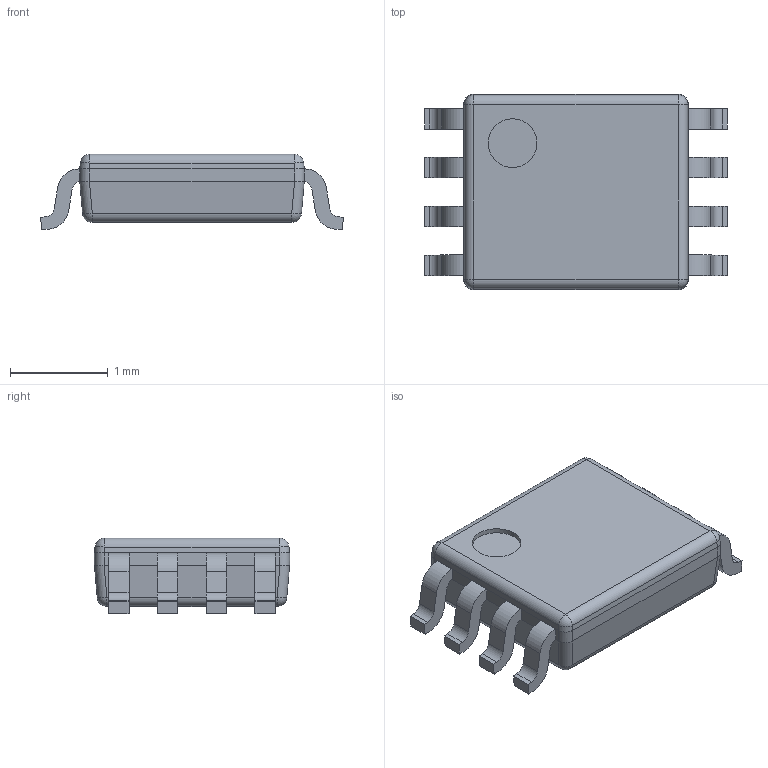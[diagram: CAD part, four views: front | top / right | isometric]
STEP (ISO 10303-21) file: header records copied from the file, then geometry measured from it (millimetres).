
FILE_DESCRIPTION((''),'2;1');
FILE_NAME('DCU0008A_ASM','2019-09-04T11:27:52',('a0412086'),(''),'CREO PARAMETRIC BY PTC INC, 2018020','CREO PARAMETRIC BY PTC INC, 2018020','');
FILE_SCHEMA(('AUTOMOTIVE_DESIGN { 1 0 10303 214 1 1 1 1 }'));
Length unit declared in the file: millimetre
Products named in the file (3): BODY-VSSOP; LEAD-VSSOP; DCU0008A_ASM
Assembly tree (9 placements, depth 2):
  DCU0008A_ASM
    BODY-VSSOP
    LEAD-VSSOP  x8
Bounding box: 3.1 x 2 x 0.78 mm (x, y, z)
Volume: 3.3 mm3; surface area: 18.6 mm2
Topology: 9 solids, 9 shells, 149 faces, 366 edges, 236 vertices
Faces by surface type: plane 87, cylinder 54, sphere 8
Entity records: 2364 total; most frequent: CARTESIAN_POINT 409, DIRECTION 287, ORIENTED_EDGE 270, PRESENTATION_STYLE_ASSIGNMENT 137, STYLED_ITEM 137, CURVE_STYLE 135, EDGE_CURVE 135, AXIS2_PLACEMENT_3D 106
